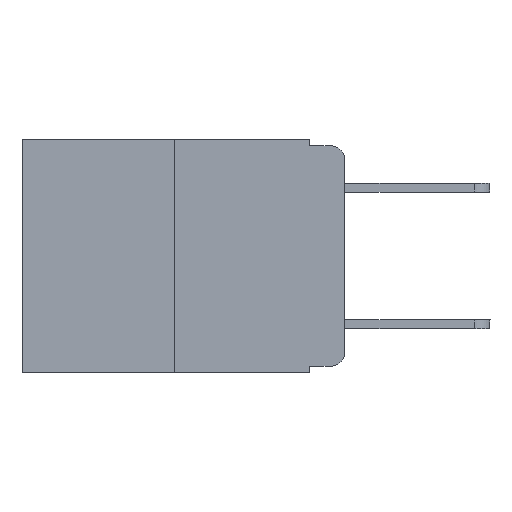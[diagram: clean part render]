
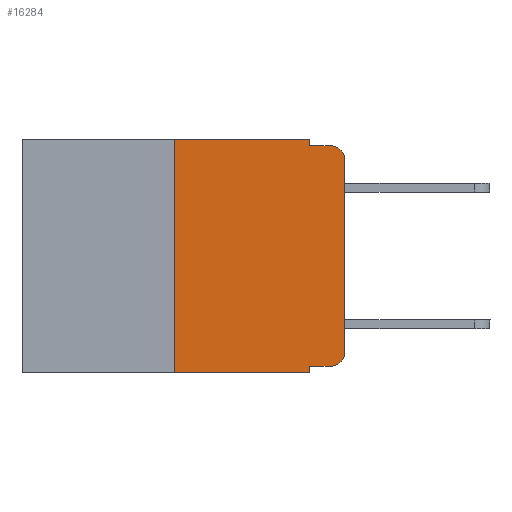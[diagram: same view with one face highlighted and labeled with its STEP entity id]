
A CAD part, left-side view. The second image highlights one B-rep face of the part: STEP entity #16284.
In plain terms, the highlighted planar face has unit normal (-1, 0, 0).
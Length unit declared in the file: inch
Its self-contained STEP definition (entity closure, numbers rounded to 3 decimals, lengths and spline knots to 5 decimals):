
#35 = DIRECTION ( 'NONE',  ( 1., 0., 0. ) ) ;
#139 = EDGE_LOOP ( 'NONE', ( #5809, #9280, #7791, #10596, #13077, #11657, #12752, #6047, #16096, #8132 ) ) ;
#218 = CARTESIAN_POINT ( 'NONE',  ( 0., 0.25, 0. ) ) ;
#699 = LINE ( 'NONE', #15962, #10791 ) ;
#721 = DIRECTION ( 'NONE',  ( -1., 0., 0. ) ) ;
#789 = DIRECTION ( 'NONE',  ( 0., -1., 0. ) ) ;
#803 = DIRECTION ( 'NONE',  ( 0., -1., 0. ) ) ;
#1307 = EDGE_CURVE ( 'NONE', #1810, #14411, #4704, .T. ) ;
#1419 = LINE ( 'NONE', #4082, #7753 ) ;
#1503 = DIRECTION ( 'NONE',  ( 0., -1., 0. ) ) ;
#1545 = CARTESIAN_POINT ( 'NONE',  ( 0., 0.051, -0.333 ) ) ;
#1810 = VERTEX_POINT ( 'NONE', #14406 ) ;
#2000 = VERTEX_POINT ( 'NONE', #10033 ) ;
#2379 = EDGE_CURVE ( 'NONE', #8446, #14411, #16148, .T. ) ;
#2866 = VERTEX_POINT ( 'NONE', #4087 ) ;
#3278 = CARTESIAN_POINT ( 'NONE',  ( 0., 0.473, 0. ) ) ;
#3311 = CARTESIAN_POINT ( 'NONE',  ( 0., 0.25, -0.343 ) ) ;
#3421 = EDGE_CURVE ( 'NONE', #2866, #13827, #13968, .T. ) ;
#3543 = DIRECTION ( 'NONE',  ( 0., 0., 1. ) ) ;
#3593 = CARTESIAN_POINT ( 'NONE',  ( 0., 0.02, -0.01 ) ) ;
#3745 = VECTOR ( 'NONE', #10706, 39.37008 ) ;
#3840 = CARTESIAN_POINT ( 'NONE',  ( 0., 0.473, 0. ) ) ;
#3856 = EDGE_CURVE ( 'NONE', #13827, #10833, #14760, .T. ) ;
#3901 = CARTESIAN_POINT ( 'NONE',  ( 0., 0.051, -0.01 ) ) ;
#4082 = CARTESIAN_POINT ( 'NONE',  ( 0., 0.051, -0.01 ) ) ;
#4087 = CARTESIAN_POINT ( 'NONE',  ( 0., 0., -0.313 ) ) ;
#4467 = EDGE_CURVE ( 'NONE', #11561, #11334, #699, .T. ) ;
#4704 = LINE ( 'NONE', #15859, #3745 ) ;
#5200 = AXIS2_PLACEMENT_3D ( 'NONE', #3840, #35, #6155 ) ;
#5245 = AXIS2_PLACEMENT_3D ( 'NONE', #6479, #8626, #13670 ) ;
#5471 = DIRECTION ( 'NONE',  ( 0., 0., 1. ) ) ;
#5594 = CARTESIAN_POINT ( 'NONE',  ( 0., 0., -0.03 ) ) ;
#5753 = DIRECTION ( 'NONE',  ( 0., 0., -1. ) ) ;
#5809 = ORIENTED_EDGE ( 'NONE', *, *, #3421, .T. ) ;
#6047 = ORIENTED_EDGE ( 'NONE', *, *, #1307, .F. ) ;
#6155 = DIRECTION ( 'NONE',  ( 0., 0., -1. ) ) ;
#6479 = CARTESIAN_POINT ( 'NONE',  ( 0., 0.02, -0.313 ) ) ;
#6969 = VECTOR ( 'NONE', #8635, 39.37008 ) ;
#7300 = FACE_OUTER_BOUND ( 'NONE', #139, .T. ) ;
#7623 = AXIS2_PLACEMENT_3D ( 'NONE', #8156, #721, #8241 ) ;
#7753 = VECTOR ( 'NONE', #1503, 39.37008 ) ;
#7767 = CARTESIAN_POINT ( 'NONE',  ( 0., 0., 0. ) ) ;
#7791 = ORIENTED_EDGE ( 'NONE', *, *, #9498, .F. ) ;
#7880 = VECTOR ( 'NONE', #3543, 39.37008 ) ;
#8132 = ORIENTED_EDGE ( 'NONE', *, *, #13784, .T. ) ;
#8156 = CARTESIAN_POINT ( 'NONE',  ( 0., 0.02, -0.03 ) ) ;
#8163 = CIRCLE ( 'NONE', #5245, 0.02 ) ;
#8203 = VECTOR ( 'NONE', #5471, 39.37008 ) ;
#8241 = DIRECTION ( 'NONE',  ( 0., 0., -1. ) ) ;
#8446 = VERTEX_POINT ( 'NONE', #3311 ) ;
#8626 = DIRECTION ( 'NONE',  ( -1., 0., 0. ) ) ;
#8635 = DIRECTION ( 'NONE',  ( 0., -1., 0. ) ) ;
#8645 = CARTESIAN_POINT ( 'NONE',  ( 0., 0.25, 0. ) ) ;
#9280 = ORIENTED_EDGE ( 'NONE', *, *, #3856, .T. ) ;
#9498 = EDGE_CURVE ( 'NONE', #11334, #10833, #1419, .T. ) ;
#10033 = CARTESIAN_POINT ( 'NONE',  ( 0., 0.02, -0.333 ) ) ;
#10532 = VERTEX_POINT ( 'NONE', #218 ) ;
#10596 = ORIENTED_EDGE ( 'NONE', *, *, #4467, .F. ) ;
#10706 = DIRECTION ( 'NONE',  ( 0., 0., -1. ) ) ;
#10791 = VECTOR ( 'NONE', #5753, 39.37008 ) ;
#10833 = VERTEX_POINT ( 'NONE', #3593 ) ;
#11182 = CARTESIAN_POINT ( 'NONE',  ( 0., 0.473, -0.343 ) ) ;
#11240 = VECTOR ( 'NONE', #789, 39.37008 ) ;
#11334 = VERTEX_POINT ( 'NONE', #3901 ) ;
#11561 = VERTEX_POINT ( 'NONE', #14643 ) ;
#11657 = ORIENTED_EDGE ( 'NONE', *, *, #13255, .F. ) ;
#11690 = LINE ( 'NONE', #1545, #11240 ) ;
#12185 = EDGE_CURVE ( 'NONE', #1810, #2000, #11690, .T. ) ;
#12196 = LINE ( 'NONE', #8645, #7880 ) ;
#12403 = PLANE ( 'NONE',  #5200 ) ;
#12527 = VECTOR ( 'NONE', #803, 39.37008 ) ;
#12752 = ORIENTED_EDGE ( 'NONE', *, *, #2379, .T. ) ;
#13077 = ORIENTED_EDGE ( 'NONE', *, *, #14633, .F. ) ;
#13255 = EDGE_CURVE ( 'NONE', #8446, #10532, #12196, .T. ) ;
#13670 = DIRECTION ( 'NONE',  ( 0., 0., -1. ) ) ;
#13784 = EDGE_CURVE ( 'NONE', #2000, #2866, #8163, .T. ) ;
#13827 = VERTEX_POINT ( 'NONE', #5594 ) ;
#13968 = LINE ( 'NONE', #7767, #8203 ) ;
#14406 = CARTESIAN_POINT ( 'NONE',  ( 0., 0.051, -0.333 ) ) ;
#14411 = VERTEX_POINT ( 'NONE', #15168 ) ;
#14633 = EDGE_CURVE ( 'NONE', #10532, #11561, #15979, .T. ) ;
#14643 = CARTESIAN_POINT ( 'NONE',  ( 0., 0.051, 0. ) ) ;
#14760 = CIRCLE ( 'NONE', #7623, 0.02 ) ;
#15168 = CARTESIAN_POINT ( 'NONE',  ( 0., 0.051, -0.343 ) ) ;
#15859 = CARTESIAN_POINT ( 'NONE',  ( 0., 0.051, 0. ) ) ;
#15962 = CARTESIAN_POINT ( 'NONE',  ( 0., 0.051, 0. ) ) ;
#15979 = LINE ( 'NONE', #3278, #12527 ) ;
#16096 = ORIENTED_EDGE ( 'NONE', *, *, #12185, .T. ) ;
#16148 = LINE ( 'NONE', #11182, #6969 ) ;
#16284 = ADVANCED_FACE ( 'NONE', ( #7300 ), #12403, .F. ) ;
